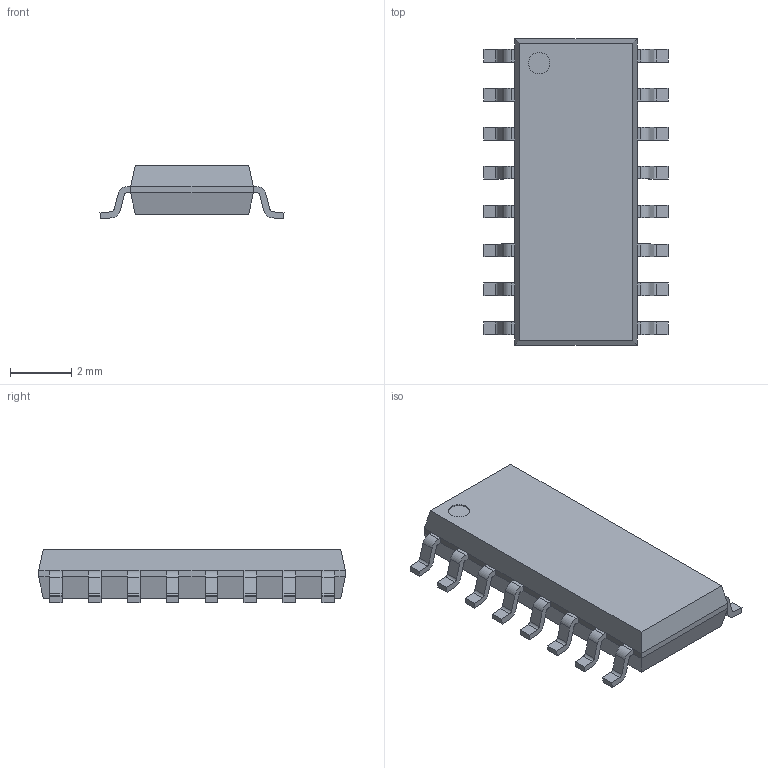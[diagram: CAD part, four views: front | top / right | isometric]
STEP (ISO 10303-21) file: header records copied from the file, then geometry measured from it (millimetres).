
FILE_DESCRIPTION (( 'STEP AP214' ), '1' );
FILE_NAME ('SOIC-16.STEP', '2012-07-02T20:35:06', ( 'Ryan Rutledge' ), ( 'Pacific Bioscience Laboratories, Inc.' ), 'SwSTEP 2.0', 'SolidWorks 2012', '' );
FILE_SCHEMA (( 'AUTOMOTIVE_DESIGN' ));
Length unit declared in the file: millimetre
Products named in the file (1): SOIC-16
Bounding box: 6 x 10 x 1.75 mm (x, y, z)
Volume: 63.2 mm3; surface area: 147.1 mm2
Topology: 1 solids, 1 shells, 240 faces, 639 edges, 402 vertices
Faces by surface type: plane 175, cylinder 65
Full cylindrical faces by diameter (mm): 0.7 x1
Entity records: 7718 total; most frequent: CARTESIAN_POINT 1281, ORIENTED_EDGE 1276, DIRECTION 1250, EDGE_CURVE 638, VECTOR 508, LINE 508, VERTEX_POINT 402, AXIS2_PLACEMENT_3D 371
